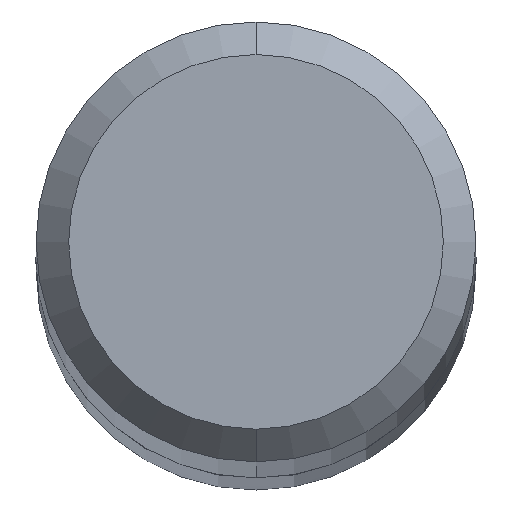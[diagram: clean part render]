
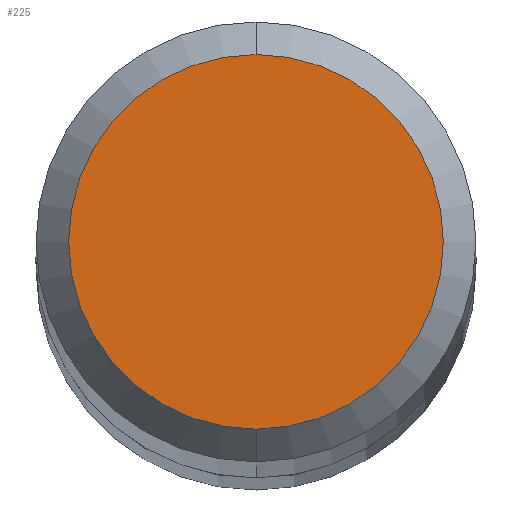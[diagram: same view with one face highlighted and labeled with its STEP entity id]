
A CAD part, top view. The second image highlights one B-rep face of the part: STEP entity #225.
In plain terms, the highlighted planar face has unit normal (0, 0, 1).
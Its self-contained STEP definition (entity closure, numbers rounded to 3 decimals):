
#183=EDGE_CURVE('',#277,#381,#459,.T.);
#225=ADVANCED_FACE('',(#509),#510,.T.);
#277=VERTEX_POINT('',#568);
#317=EDGE_CURVE('',#381,#277,#612,.T.);
#381=VERTEX_POINT('',#680);
#459=CIRCLE('',#795,1.15);
#509=FACE_OUTER_BOUND('',#884,.T.);
#510=PLANE('',#885);
#568=CARTESIAN_POINT('',(0.,-1.15,0.0));
#612=CIRCLE('',#1090,1.15);
#680=CARTESIAN_POINT('',(0.0,1.15,0.0));
#795=AXIS2_PLACEMENT_3D('',#1327,#1328,#1329);
#884=EDGE_LOOP('',(#1421,#1422));
#885=AXIS2_PLACEMENT_3D('',#1423,#1424,#1425);
#1090=AXIS2_PLACEMENT_3D('',#1531,#1532,#1533);
#1327=CARTESIAN_POINT('',(0.0,0.0,0.0));
#1328=DIRECTION('',(0.0,0.0,-1.0));
#1329=DIRECTION('',(0.0,1.0,0.0));
#1421=ORIENTED_EDGE('',*,*,#317,.F.);
#1422=ORIENTED_EDGE('',*,*,#183,.F.);
#1423=CARTESIAN_POINT('',(0.0,0.575,0.0));
#1424=DIRECTION('',(-0.0,0.0,1.0));
#1425=DIRECTION('',(0.0,-1.0,0.0));
#1531=CARTESIAN_POINT('',(0.0,0.0,0.0));
#1532=DIRECTION('',(0.0,0.0,-1.0));
#1533=DIRECTION('',(0.0,1.0,0.0));
